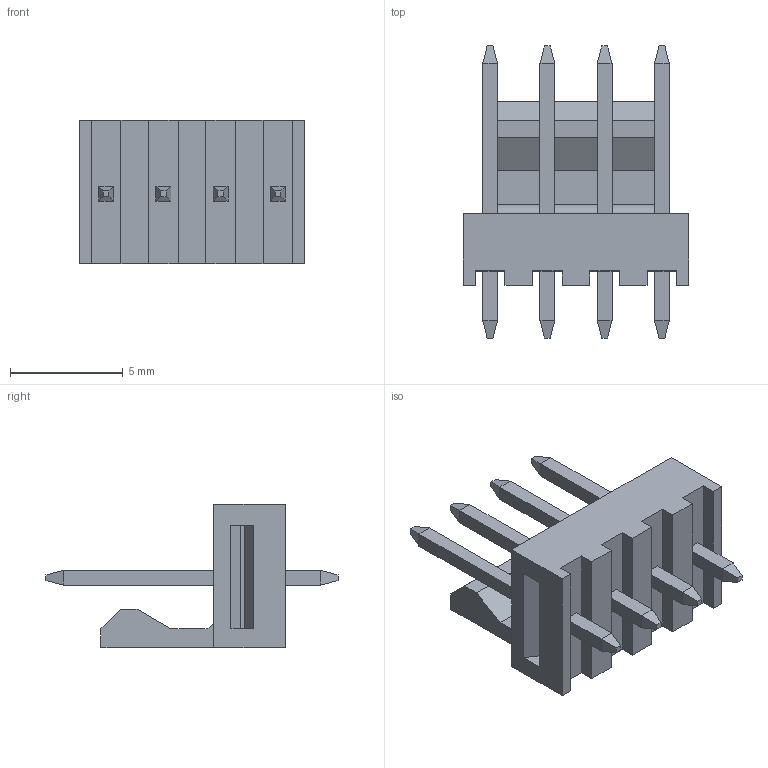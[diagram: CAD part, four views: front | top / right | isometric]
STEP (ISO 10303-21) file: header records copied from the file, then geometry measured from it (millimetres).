
FILE_DESCRIPTION((''),'2;1');
FILE_NAME('1718560004','2016-03-15T',('me'),(''),'PRO/ENGINEER BY PARAMETRIC TECHNOLOGY CORPORATION, 2012310','PRO/ENGINEER BY PARAMETRIC TECHNOLOGY CORPORATION, 2012310','');
FILE_SCHEMA(('CONFIG_CONTROL_DESIGN'));
Length unit declared in the file: inch
Products named in the file (1): 1718560004
Bounding box: 10.01 x 12.95 x 6.35 mm (x, y, z)
Volume: 238.8 mm3; surface area: 457.8 mm2
Topology: 1 solids, 1 shells, 112 faces, 276 edges, 176 vertices
Faces by surface type: plane 111, cylinder 1
Entity records: 3247 total; most frequent: CARTESIAN_POINT 557, ORIENTED_EDGE 536, DIRECTION 512, EDGE_CURVE 268, VECTOR 266, LINE 266, VERTEX_POINT 168, AXIS2_PLACEMENT_3D 123
